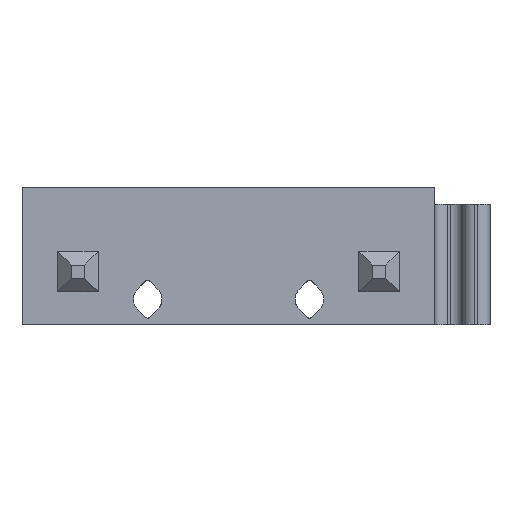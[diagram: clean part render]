
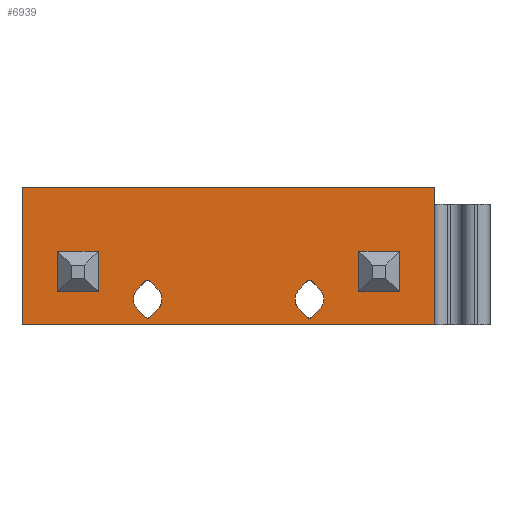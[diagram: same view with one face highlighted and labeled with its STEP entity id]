
A CAD part, front view. The second image highlights one B-rep face of the part: STEP entity #6939.
In plain terms, the highlighted planar face has unit normal (0, -1, 0).
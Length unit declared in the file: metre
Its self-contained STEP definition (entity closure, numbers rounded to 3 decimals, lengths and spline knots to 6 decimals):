
#72=PLANE('',#7317);
#271=CIRCLE('',#7318,0.002075);
#272=CIRCLE('',#7319,0.0004);
#273=CIRCLE('',#7320,0.002075);
#274=CIRCLE('',#7321,0.0004);
#275=CIRCLE('',#7322,0.002075);
#276=CIRCLE('',#7323,0.0004);
#277=CIRCLE('',#7324,0.002075);
#278=CIRCLE('',#7325,0.0004);
#595=LINE('',#10182,#1304);
#608=LINE('',#10305,#1317);
#609=LINE('',#10308,#1318);
#610=LINE('',#10310,#1319);
#611=LINE('',#10312,#1320);
#612=LINE('',#10313,#1321);
#613=LINE('',#10316,#1322);
#614=LINE('',#10318,#1323);
#615=LINE('',#10320,#1324);
#616=LINE('',#10324,#1325);
#617=LINE('',#10328,#1326);
#618=LINE('',#10332,#1327);
#619=LINE('',#10336,#1328);
#620=LINE('',#10337,#1329);
#621=LINE('',#10342,#1330);
#622=LINE('',#10346,#1331);
#623=LINE('',#10350,#1332);
#624=LINE('',#10353,#1333);
#625=LINE('',#10355,#1334);
#626=LINE('',#10357,#1335);
#1304=VECTOR('',#7923,1.);
#1317=VECTOR('',#7942,1.);
#1318=VECTOR('',#7943,1.);
#1319=VECTOR('',#7944,1.);
#1320=VECTOR('',#7945,1.);
#1321=VECTOR('',#7946,1.);
#1322=VECTOR('',#7947,1.);
#1323=VECTOR('',#7948,1.);
#1324=VECTOR('',#7949,1.);
#1325=VECTOR('',#7952,1.);
#1326=VECTOR('',#7955,1.);
#1327=VECTOR('',#7958,1.);
#1328=VECTOR('',#7961,1.);
#1329=VECTOR('',#7962,1.);
#1330=VECTOR('',#7965,1.);
#1331=VECTOR('',#7968,1.);
#1332=VECTOR('',#7971,1.);
#1333=VECTOR('',#7974,1.);
#1334=VECTOR('',#7975,1.);
#1335=VECTOR('',#7976,1.);
#2253=ORIENTED_EDGE('',*,*,#4271,.T.);
#2254=ORIENTED_EDGE('',*,*,#4272,.T.);
#2255=ORIENTED_EDGE('',*,*,#4273,.T.);
#2256=ORIENTED_EDGE('',*,*,#4274,.T.);
#2257=ORIENTED_EDGE('',*,*,#4275,.T.);
#2258=ORIENTED_EDGE('',*,*,#4276,.T.);
#2259=ORIENTED_EDGE('',*,*,#4277,.T.);
#2260=ORIENTED_EDGE('',*,*,#4278,.T.);
#2261=ORIENTED_EDGE('',*,*,#4279,.F.);
#2262=ORIENTED_EDGE('',*,*,#4280,.T.);
#2263=ORIENTED_EDGE('',*,*,#4281,.F.);
#2264=ORIENTED_EDGE('',*,*,#4282,.F.);
#2265=ORIENTED_EDGE('',*,*,#4283,.F.);
#2266=ORIENTED_EDGE('',*,*,#4284,.F.);
#2267=ORIENTED_EDGE('',*,*,#4285,.F.);
#2268=ORIENTED_EDGE('',*,*,#4286,.T.);
#2269=ORIENTED_EDGE('',*,*,#4287,.F.);
#2270=ORIENTED_EDGE('',*,*,#4288,.T.);
#2271=ORIENTED_EDGE('',*,*,#4289,.F.);
#2272=ORIENTED_EDGE('',*,*,#4290,.T.);
#2273=ORIENTED_EDGE('',*,*,#4291,.T.);
#2274=ORIENTED_EDGE('',*,*,#4292,.T.);
#2275=ORIENTED_EDGE('',*,*,#4293,.T.);
#2276=ORIENTED_EDGE('',*,*,#4294,.T.);
#2277=ORIENTED_EDGE('',*,*,#4295,.T.);
#2278=ORIENTED_EDGE('',*,*,#4233,.F.);
#2279=ORIENTED_EDGE('',*,*,#4296,.T.);
#2280=ORIENTED_EDGE('',*,*,#4297,.T.);
#4233=EDGE_CURVE('',#5264,#5265,#595,.F.);
#4271=EDGE_CURVE('',#5302,#5303,#608,.T.);
#4272=EDGE_CURVE('',#5303,#5304,#609,.F.);
#4273=EDGE_CURVE('',#5304,#5305,#610,.F.);
#4274=EDGE_CURVE('',#5305,#5302,#611,.T.);
#4275=EDGE_CURVE('',#5306,#5307,#612,.F.);
#4276=EDGE_CURVE('',#5307,#5308,#613,.F.);
#4277=EDGE_CURVE('',#5308,#5309,#614,.T.);
#4278=EDGE_CURVE('',#5309,#5306,#615,.T.);
#4279=EDGE_CURVE('',#5310,#5311,#271,.F.);
#4280=EDGE_CURVE('',#5310,#5312,#616,.T.);
#4281=EDGE_CURVE('',#5313,#5312,#272,.F.);
#4282=EDGE_CURVE('',#5314,#5313,#617,.T.);
#4283=EDGE_CURVE('',#5315,#5314,#273,.F.);
#4284=EDGE_CURVE('',#5316,#5315,#618,.T.);
#4285=EDGE_CURVE('',#5317,#5316,#274,.F.);
#4286=EDGE_CURVE('',#5317,#5311,#619,.T.);
#4287=EDGE_CURVE('',#5318,#5319,#620,.T.);
#4288=EDGE_CURVE('',#5318,#5320,#275,.T.);
#4289=EDGE_CURVE('',#5321,#5320,#621,.T.);
#4290=EDGE_CURVE('',#5321,#5322,#276,.T.);
#4291=EDGE_CURVE('',#5322,#5323,#622,.T.);
#4292=EDGE_CURVE('',#5323,#5324,#277,.T.);
#4293=EDGE_CURVE('',#5324,#5325,#623,.T.);
#4294=EDGE_CURVE('',#5325,#5319,#278,.T.);
#4295=EDGE_CURVE('',#5326,#5265,#624,.T.);
#4296=EDGE_CURVE('',#5264,#5327,#625,.T.);
#4297=EDGE_CURVE('',#5327,#5326,#626,.F.);
#5264=VERTEX_POINT('',#10183);
#5265=VERTEX_POINT('',#10184);
#5302=VERTEX_POINT('',#10306);
#5303=VERTEX_POINT('',#10307);
#5304=VERTEX_POINT('',#10309);
#5305=VERTEX_POINT('',#10311);
#5306=VERTEX_POINT('',#10314);
#5307=VERTEX_POINT('',#10315);
#5308=VERTEX_POINT('',#10317);
#5309=VERTEX_POINT('',#10319);
#5310=VERTEX_POINT('',#10322);
#5311=VERTEX_POINT('',#10323);
#5312=VERTEX_POINT('',#10325);
#5313=VERTEX_POINT('',#10327);
#5314=VERTEX_POINT('',#10329);
#5315=VERTEX_POINT('',#10331);
#5316=VERTEX_POINT('',#10333);
#5317=VERTEX_POINT('',#10335);
#5318=VERTEX_POINT('',#10338);
#5319=VERTEX_POINT('',#10339);
#5320=VERTEX_POINT('',#10341);
#5321=VERTEX_POINT('',#10343);
#5322=VERTEX_POINT('',#10345);
#5323=VERTEX_POINT('',#10347);
#5324=VERTEX_POINT('',#10349);
#5325=VERTEX_POINT('',#10351);
#5326=VERTEX_POINT('',#10354);
#5327=VERTEX_POINT('',#10356);
#6081=EDGE_LOOP('',(#2253,#2254,#2255,#2256));
#6082=EDGE_LOOP('',(#2257,#2258,#2259,#2260));
#6083=EDGE_LOOP('',(#2261,#2262,#2263,#2264,#2265,#2266,#2267,#2268));
#6084=EDGE_LOOP('',(#2269,#2270,#2271,#2272,#2273,#2274,#2275,#2276));
#6085=EDGE_LOOP('',(#2277,#2278,#2279,#2280));
#6480=FACE_BOUND('',#6081,.T.);
#6481=FACE_BOUND('',#6082,.T.);
#6482=FACE_BOUND('',#6083,.T.);
#6483=FACE_BOUND('',#6084,.T.);
#6484=FACE_BOUND('',#6085,.T.);
#6939=ADVANCED_FACE('',(#6480,#6481,#6482,#6483,#6484),#72,.F.);
#7317=AXIS2_PLACEMENT_3D('',#10304,#7940,#7941);
#7318=AXIS2_PLACEMENT_3D('',#10321,#7950,#7951);
#7319=AXIS2_PLACEMENT_3D('',#10326,#7953,#7954);
#7320=AXIS2_PLACEMENT_3D('',#10330,#7956,#7957);
#7321=AXIS2_PLACEMENT_3D('',#10334,#7959,#7960);
#7322=AXIS2_PLACEMENT_3D('',#10340,#7963,#7964);
#7323=AXIS2_PLACEMENT_3D('',#10344,#7966,#7967);
#7324=AXIS2_PLACEMENT_3D('',#10348,#7969,#7970);
#7325=AXIS2_PLACEMENT_3D('',#10352,#7972,#7973);
#7923=DIRECTION('',(-1.,0.,0.));
#7940=DIRECTION('',(0.,1.,0.));
#7941=DIRECTION('',(-1.,0.,0.));
#7942=DIRECTION('',(0.,0.,1.));
#7943=DIRECTION('',(-1.,0.,0.));
#7944=DIRECTION('',(0.,0.,1.));
#7945=DIRECTION('',(-1.,0.,0.));
#7946=DIRECTION('',(0.,0.,1.));
#7947=DIRECTION('',(1.,0.,0.));
#7948=DIRECTION('',(0.,0.,1.));
#7949=DIRECTION('',(1.,0.,0.));
#7950=DIRECTION('',(0.,1.,0.));
#7951=DIRECTION('',(-1.,0.,0.));
#7952=DIRECTION('',(-0.707,0.,-0.707));
#7953=DIRECTION('',(0.,1.,0.));
#7954=DIRECTION('',(-1.,0.,0.));
#7955=DIRECTION('',(0.707,0.,-0.707));
#7956=DIRECTION('',(0.,1.,0.));
#7957=DIRECTION('',(-1.,0.,0.));
#7958=DIRECTION('',(-0.707,0.,-0.707));
#7959=DIRECTION('',(0.,1.,0.));
#7960=DIRECTION('',(-1.,0.,0.));
#7961=DIRECTION('',(0.707,0.,-0.707));
#7962=DIRECTION('',(0.707,0.,-0.707));
#7963=DIRECTION('',(0.,1.,0.));
#7964=DIRECTION('',(-1.,0.,0.));
#7965=DIRECTION('',(-0.707,0.,-0.707));
#7966=DIRECTION('',(0.,1.,0.));
#7967=DIRECTION('',(-1.,0.,0.));
#7968=DIRECTION('',(0.707,0.,-0.707));
#7969=DIRECTION('',(0.,1.,0.));
#7970=DIRECTION('',(-1.,0.,0.));
#7971=DIRECTION('',(-0.707,0.,-0.707));
#7972=DIRECTION('',(0.,1.,0.));
#7973=DIRECTION('',(-1.,0.,0.));
#7974=DIRECTION('',(0.,0.,1.));
#7975=DIRECTION('',(0.,0.,-1.));
#7976=DIRECTION('',(-1.,0.,0.));
#10182=CARTESIAN_POINT('',(0.617889,1.230025,0.38));
#10183=CARTESIAN_POINT('',(0.51,1.230025,0.38));
#10184=CARTESIAN_POINT('',(0.569975,1.230025,0.38));
#10304=CARTESIAN_POINT('',(0.617889,1.230025,0.38));
#10305=CARTESIAN_POINT('',(0.558929,1.230025,0.38));
#10306=CARTESIAN_POINT('',(0.558929,1.230025,0.364783));
#10307=CARTESIAN_POINT('',(0.558929,1.230025,0.370683));
#10308=CARTESIAN_POINT('',(0.617889,1.230025,0.370683));
#10309=CARTESIAN_POINT('',(0.564829,1.230025,0.370683));
#10310=CARTESIAN_POINT('',(0.564829,1.230025,0.38));
#10311=CARTESIAN_POINT('',(0.564829,1.230025,0.364783));
#10312=CARTESIAN_POINT('',(0.617889,1.230025,0.364783));
#10313=CARTESIAN_POINT('',(0.521071,1.230025,0.38));
#10314=CARTESIAN_POINT('',(0.521071,1.230025,0.370683));
#10315=CARTESIAN_POINT('',(0.521071,1.230025,0.364783));
#10316=CARTESIAN_POINT('',(0.617889,1.230025,0.364783));
#10317=CARTESIAN_POINT('',(0.515171,1.230025,0.364783));
#10318=CARTESIAN_POINT('',(0.515171,1.230025,0.38));
#10319=CARTESIAN_POINT('',(0.515171,1.230025,0.370683));
#10320=CARTESIAN_POINT('',(0.617889,1.230025,0.370683));
#10321=CARTESIAN_POINT('',(0.551733,1.230025,0.363733));
#10322=CARTESIAN_POINT('',(0.553201,1.230025,0.362266));
#10323=CARTESIAN_POINT('',(0.553201,1.230025,0.365201));
#10324=CARTESIAN_POINT('',(0.594412,1.230025,0.403477));
#10325=CARTESIAN_POINT('',(0.552016,1.230025,0.361082));
#10326=CARTESIAN_POINT('',(0.551733,1.230025,0.361365));
#10327=CARTESIAN_POINT('',(0.551451,1.230025,0.361082));
#10328=CARTESIAN_POINT('',(0.575211,1.230025,0.337322));
#10329=CARTESIAN_POINT('',(0.550266,1.230025,0.362266));
#10330=CARTESIAN_POINT('',(0.551733,1.230025,0.363733));
#10331=CARTESIAN_POINT('',(0.550266,1.230025,0.365201));
#10332=CARTESIAN_POINT('',(0.591477,1.230025,0.406412));
#10333=CARTESIAN_POINT('',(0.551451,1.230025,0.366385));
#10334=CARTESIAN_POINT('',(0.551733,1.230025,0.366102));
#10335=CARTESIAN_POINT('',(0.552016,1.230025,0.366385));
#10336=CARTESIAN_POINT('',(0.578145,1.230025,0.340256));
#10337=CARTESIAN_POINT('',(0.563477,1.230025,0.325588));
#10338=CARTESIAN_POINT('',(0.526799,1.230025,0.362266));
#10339=CARTESIAN_POINT('',(0.527984,1.230025,0.361082));
#10340=CARTESIAN_POINT('',(0.528267,1.230025,0.363733));
#10341=CARTESIAN_POINT('',(0.526799,1.230025,0.365201));
#10342=CARTESIAN_POINT('',(0.579744,1.230025,0.418145));
#10343=CARTESIAN_POINT('',(0.527984,1.230025,0.366385));
#10344=CARTESIAN_POINT('',(0.528267,1.230025,0.366102));
#10345=CARTESIAN_POINT('',(0.528549,1.230025,0.366385));
#10346=CARTESIAN_POINT('',(0.566412,1.230025,0.328523));
#10347=CARTESIAN_POINT('',(0.529734,1.230025,0.365201));
#10348=CARTESIAN_POINT('',(0.528267,1.230025,0.363733));
#10349=CARTESIAN_POINT('',(0.529734,1.230025,0.362266));
#10350=CARTESIAN_POINT('',(0.582678,1.230025,0.415211));
#10351=CARTESIAN_POINT('',(0.528549,1.230025,0.361082));
#10352=CARTESIAN_POINT('',(0.528267,1.230025,0.361365));
#10353=CARTESIAN_POINT('',(0.569975,1.230025,0.38));
#10354=CARTESIAN_POINT('',(0.569975,1.230025,0.36));
#10355=CARTESIAN_POINT('',(0.51,1.230025,0.38));
#10356=CARTESIAN_POINT('',(0.51,1.230025,0.36));
#10357=CARTESIAN_POINT('',(0.497889,1.230025,0.36));
